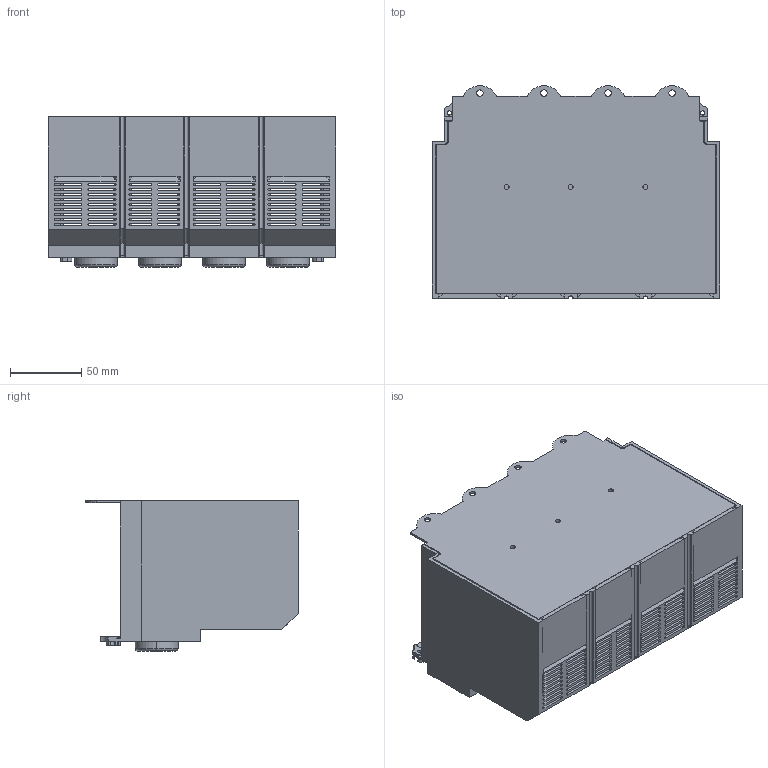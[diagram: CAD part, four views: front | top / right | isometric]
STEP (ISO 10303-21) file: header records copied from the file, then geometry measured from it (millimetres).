
FILE_DESCRIPTION((''),'2;1');
FILE_NAME('ASM0239_ASM','2020-08-28T13:32:44',('zhxmin'),(''),'CREO PARAMETRIC BY PTC INC, 2018020','CREO PARAMETRIC BY PTC INC, 2018020','');
FILE_SCHEMA(('CONFIG_CONTROL_DESIGN','SHAPE_APPEARANCE_LAYERS_GROUPS'));
Length unit declared in the file: millimetre
Products named in the file (3): 630-4P-CHANGHUZHAO; 630-4P-CHANGHUZHAO-GEBAN; ASM0239_ASM
Assembly tree (2 placements, depth 2):
  ASM0239_ASM
    630-4P-CHANGHUZHAO
    630-4P-CHANGHUZHAO-GEBAN
Bounding box: 202 x 149.05 x 105.5 mm (x, y, z)
Volume: 304623.9 mm3; surface area: 294323.3 mm2
Topology: 2 solids, 2 shells, 1123 faces, 3357 edges, 2199 vertices
Faces by surface type: plane 724, cylinder 365, torus 22, cone 12
Entity records: 39515 total; most frequent: CARTESIAN_POINT 8074, ORIENTED_EDGE 6714, DIRECTION 6058, EDGE_CURVE 3357, VECTOR 2394, LINE 2394, VERTEX_POINT 2199, AXIS2_PLACEMENT_3D 1832
